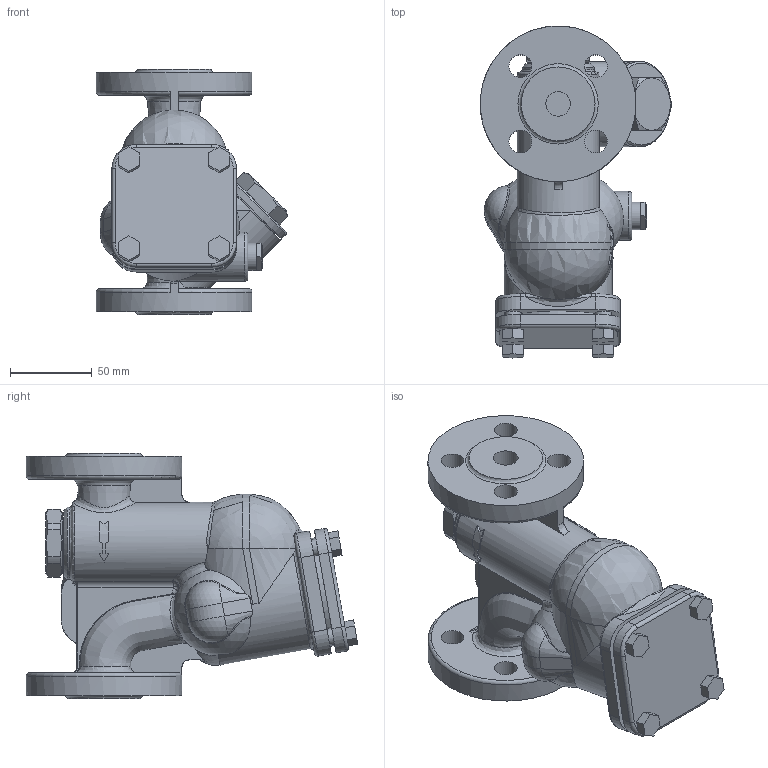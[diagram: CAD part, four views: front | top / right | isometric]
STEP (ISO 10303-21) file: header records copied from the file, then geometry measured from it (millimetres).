
FILE_DESCRIPTION((''),'2;1');
FILE_NAME('sj3vx-015-e0025-00.stp','2011-03-31T13:35:51',('asaokak'),(''),'Autodesk Inventor 2008','Autodesk Inventor 2008','');
FILE_SCHEMA(('AUTOMOTIVE_DESIGN { 1 0 10303 214 1 1 1 1 }'));
Length unit declared in the file: millimetre
Products named in the file (1): sj3vx-015-e0025-00
Bounding box: 116.82 x 202.33 x 150 mm (x, y, z)
Volume: 1050292.8 mm3; surface area: 115758 mm2
Topology: 1 solids, 1 shells, 317 faces, 835 edges, 522 vertices
Faces by surface type: plane 137, bspline 77, cylinder 71, torus 13, sphere 10, cone 9
Full cylindrical faces by diameter (mm): 10 x4, 16.7 x1, 30 x2, 42 x1, 52 x1, 66.8 x1, 95 x2
Entity records: 17980 total; most frequent: CARTESIAN_POINT 10789, ORIENTED_EDGE 1562, DIRECTION 1353, EDGE_CURVE 781, AXIS2_PLACEMENT_3D 534, VERTEX_POINT 509, EDGE_LOOP 386, FACE_OUTER_BOUND 317
